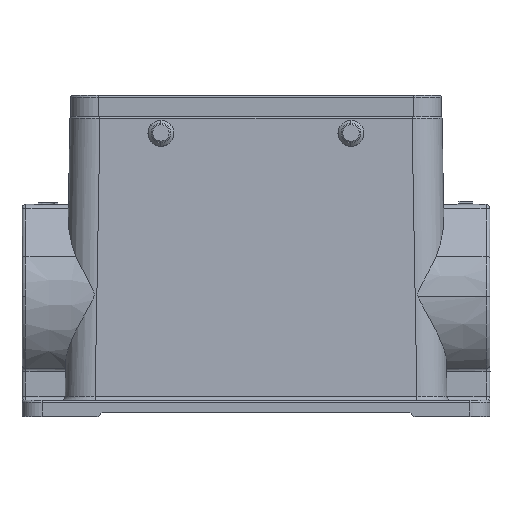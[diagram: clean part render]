
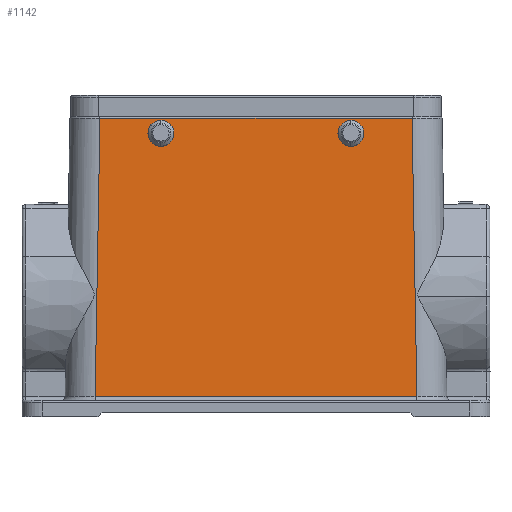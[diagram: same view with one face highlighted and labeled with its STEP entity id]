
A CAD part, top view. The second image highlights one B-rep face of the part: STEP entity #1142.
In plain terms, the highlighted planar face has unit normal (0, 0.018, 1).
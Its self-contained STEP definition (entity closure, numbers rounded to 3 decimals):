
#513=FACE_BOUND('',#2150,.T.);
#514=FACE_BOUND('',#2151,.T.);
#515=FACE_BOUND('',#2152,.T.);
#805=CIRCLE('',#7267,2.95);
#806=CIRCLE('',#7268,2.95);
#807=CIRCLE('',#7269,2.95);
#808=CIRCLE('',#7270,2.95);
#1142=ADVANCED_FACE('NONE',(#513,#514,#515),#1525,.T.);
#1525=PLANE('',#7271);
#2150=EDGE_LOOP('',(#2998,#2999));
#2151=EDGE_LOOP('',(#3000,#3001));
#2152=EDGE_LOOP('',(#3002,#3003,#3004,#3005));
#2998=ORIENTED_EDGE('',*,*,#5534,.F.);
#2999=ORIENTED_EDGE('',*,*,#5535,.T.);
#3000=ORIENTED_EDGE('',*,*,#5536,.F.);
#3001=ORIENTED_EDGE('',*,*,#5537,.T.);
#3002=ORIENTED_EDGE('',*,*,#5458,.F.);
#3003=ORIENTED_EDGE('',*,*,#5538,.T.);
#3004=ORIENTED_EDGE('',*,*,#5415,.F.);
#3005=ORIENTED_EDGE('',*,*,#5438,.F.);
#4723=VERTEX_POINT('',#10750);
#4724=VERTEX_POINT('',#10752);
#4734=VERTEX_POINT('',#10810);
#4747=VERTEX_POINT('',#11081);
#4800=VERTEX_POINT('',#11643);
#4801=VERTEX_POINT('',#11644);
#4802=VERTEX_POINT('',#11647);
#4803=VERTEX_POINT('',#11648);
#5415=EDGE_CURVE('NONE',#4723,#4724,#6356,.T.);
#5438=EDGE_CURVE('NONE',#4734,#4723,#6370,.T.);
#5458=EDGE_CURVE('NONE',#4747,#4734,#6373,.T.);
#5534=EDGE_CURVE('',#4800,#4801,#805,.T.);
#5535=EDGE_CURVE('',#4800,#4801,#806,.T.);
#5536=EDGE_CURVE('',#4802,#4803,#807,.T.);
#5537=EDGE_CURVE('',#4802,#4803,#808,.T.);
#5538=EDGE_CURVE('NONE',#4747,#4724,#6406,.T.);
#6356=LINE('',#10751,#6778);
#6370=LINE('',#10816,#6792);
#6373=LINE('',#11082,#6795);
#6406=LINE('',#11650,#6828);
#6778=VECTOR('',#8130,1.);
#6792=VECTOR('',#8176,1.);
#6795=VECTOR('',#8197,1.);
#6828=VECTOR('',#8304,1.);
#7267=AXIS2_PLACEMENT_3D('',#11642,#8296,#8297);
#7268=AXIS2_PLACEMENT_3D('',#11645,#8298,#8299);
#7269=AXIS2_PLACEMENT_3D('',#11646,#8300,#8301);
#7270=AXIS2_PLACEMENT_3D('',#11649,#8302,#8303);
#7271=AXIS2_PLACEMENT_3D('',#11651,#8305,#8306);
#8130=DIRECTION('',(0.017,-1.,0.017));
#8176=DIRECTION('',(1.,0.,0.));
#8197=DIRECTION('',(0.017,1.,-0.017));
#8296=DIRECTION('',(0.,0.017,1.));
#8297=DIRECTION('',(0.007,-1.,0.017));
#8298=DIRECTION('',(0.,-0.017,-1.));
#8299=DIRECTION('',(-0.007,1.,-0.017));
#8300=DIRECTION('',(0.,0.017,1.));
#8301=DIRECTION('',(0.007,-1.,0.017));
#8302=DIRECTION('',(0.,-0.017,-1.));
#8303=DIRECTION('',(-0.007,1.,-0.017));
#8304=DIRECTION('',(1.,0.,0.));
#8305=DIRECTION('',(0.,0.017,1.));
#8306=DIRECTION('',(0.,-1.,0.017));
#10750=CARTESIAN_POINT('',(39.01,50.509,21.509));
#10751=CARTESIAN_POINT('',(38.997,51.236,21.496));
#10752=CARTESIAN_POINT('',(40.223,-19.017,22.722));
#10810=CARTESIAN_POINT('',(-39.01,50.509,21.509));
#10816=CARTESIAN_POINT('',(-40.458,50.509,21.509));
#11081=CARTESIAN_POINT('',(-40.223,-19.017,22.722));
#11082=CARTESIAN_POINT('',(-38.997,51.236,21.496));
#11642=CARTESIAN_POINT('',(-23.771,46.743,21.574));
#11643=CARTESIAN_POINT('',(-23.771,43.794,21.626));
#11644=CARTESIAN_POINT('',(-23.771,49.693,21.523));
#11645=CARTESIAN_POINT('',(-23.771,46.743,21.574));
#11646=CARTESIAN_POINT('',(23.748,46.734,21.574));
#11647=CARTESIAN_POINT('',(23.748,43.785,21.626));
#11648=CARTESIAN_POINT('',(23.748,49.684,21.523));
#11649=CARTESIAN_POINT('',(23.748,46.734,21.574));
#11650=CARTESIAN_POINT('',(-49.298,-19.017,22.722));
#11651=CARTESIAN_POINT('',(-49.298,51.,21.5));
